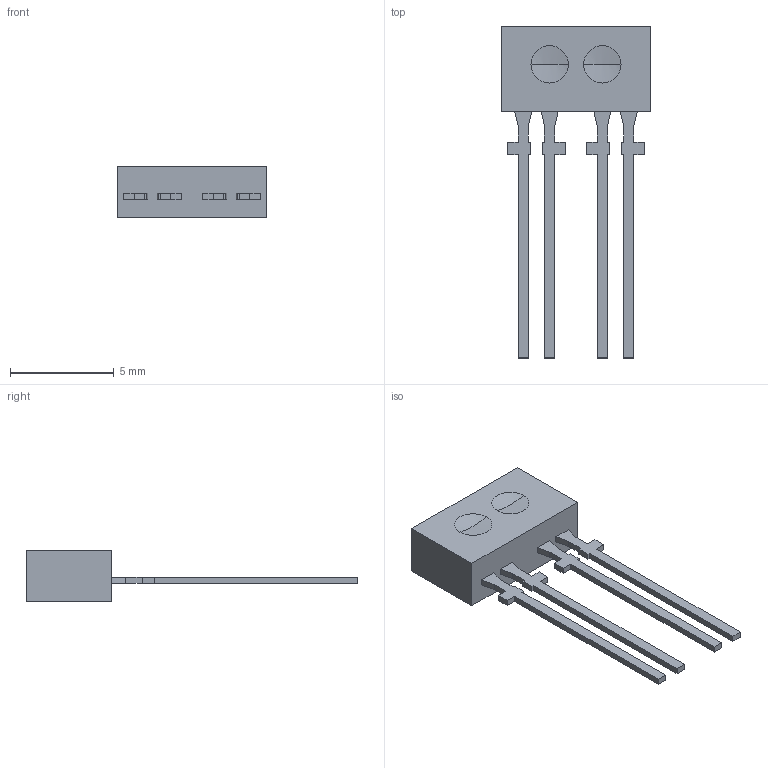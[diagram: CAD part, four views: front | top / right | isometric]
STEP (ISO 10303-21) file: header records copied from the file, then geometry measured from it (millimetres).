
FILE_DESCRIPTION (( 'STEP AP214' ), '1' );
FILE_NAME ('Vishay_TCRT1000.step', '2020-12-07T12:10:42+00:00', 'Stefan Hamminga', '', '', '', '');
FILE_SCHEMA (( 'AUTOMOTIVE_DESIGN' ));
Length unit declared in the file: millimetre
Products named in the file (1): Vishay_TCRT1000
Bounding box: 7.2 x 16 x 2.5 mm (x, y, z)
Volume: 81.3 mm3; surface area: 198.6 mm2
Topology: 5 solids, 5 shells, 74 faces, 188 edges, 126 vertices
Faces by surface type: plane 70, sphere 4
Entity records: 2310 total; most frequent: CARTESIAN_POINT 389, ORIENTED_EDGE 376, DIRECTION 346, EDGE_CURVE 188, LINE 180, VECTOR 180, VERTEX_POINT 126, AXIS2_PLACEMENT_3D 83
